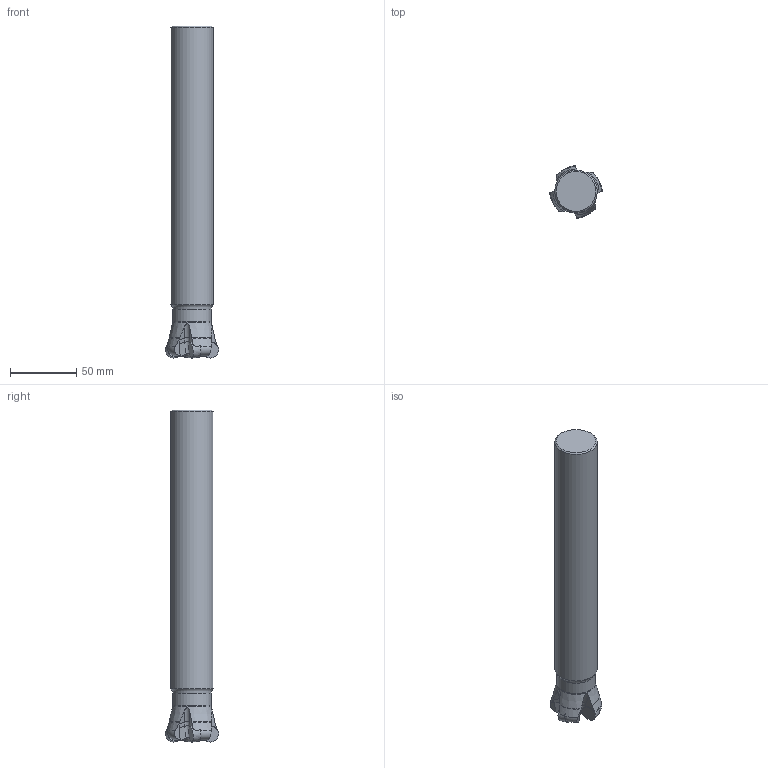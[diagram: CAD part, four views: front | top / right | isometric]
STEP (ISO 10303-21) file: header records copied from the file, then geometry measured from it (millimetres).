
FILE_DESCRIPTION(/* description */ (''),/* implementation_level */ '2;1');
FILE_NAME(/* name */ '1668155625157.stp',/* time_stamp */ '2022-11-11T14:04:01+06:00',/* author */ (''),/* organization */ ('SMS'),/* preprocessor_version */ 'ST-DEVELOPER v16.7',/* originating_system */ 'SIEMENS PLM Software NX 12.0',/* authorisation */ '');
FILE_SCHEMA (('AUTOMOTIVE_DESIGN { 1 0 10303 214 3 1 1 1 }'));
Length unit declared in the file: millimetre
Products named in the file (4): 204371717mod000_00; ASSEMBLY_CONSTRUCTION; 204362008mod000_00; 204362011mod000_00
Assembly tree (6 placements, depth 2):
  204362011mod000_00
    204362008mod000_00
    ASSEMBLY_CONSTRUCTION
    204371717mod000_00  x4
Bounding box: 39.96 x 39.96 x 250 mm (x, y, z)
Volume: 196786.4 mm3; surface area: 28961.7 mm2
Topology: 5 solids, 5 shells, 97 faces, 252 edges, 181 vertices
Faces by surface type: plane 38, cylinder 22, cone 18, torus 15, bspline 4
Full cylindrical faces by diameter (mm): 12 x4, 29 x1, 32 x1
Entity records: 3254 total; most frequent: CARTESIAN_POINT 1018, ORIENTED_EDGE 458, DIRECTION 390, EDGE_CURVE 229, AXIS2_PLACEMENT_3D 173, VERTEX_POINT 153, B_SPLINE_CURVE_WITH_KNOTS 112, EDGE_LOOP 96
